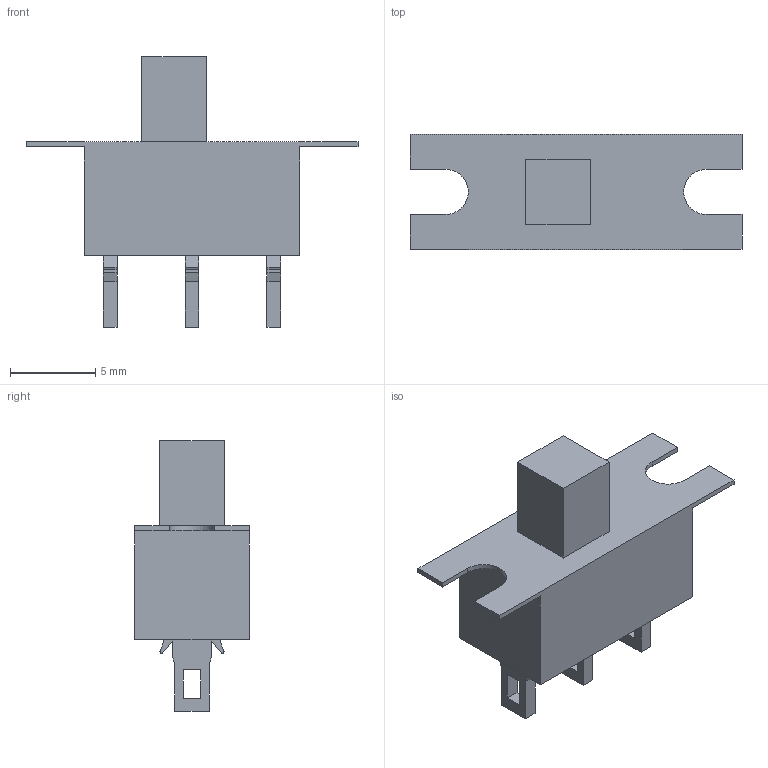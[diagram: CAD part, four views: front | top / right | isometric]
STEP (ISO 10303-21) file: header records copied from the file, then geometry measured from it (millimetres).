
FILE_DESCRIPTION(/* description */ (''),/* implementation_level */ '2;1');
FILE_NAME(/* name */ 'SPDT_Switch_piano.stp',/* time_stamp */ '2024-01-30T22:57:15+01:00',/* author */ ('MenMe'),/* organization */ (''),/* preprocessor_version */ 'ST-DEVELOPER v20',/* originating_system */ 'Autodesk Inventor 2024',/* authorisation */ '');
FILE_SCHEMA (('AUTOMOTIVE_DESIGN { 1 0 10303 214 3 1 1 }'));
Length unit declared in the file: millimetre
Products named in the file (1): switch
Bounding box: 19.5 x 6.75 x 15.9 mm (x, y, z)
Volume: 671.5 mm3; surface area: 658 mm2
Topology: 1 solids, 1 shells, 82 faces, 226 edges, 150 vertices
Faces by surface type: plane 74, cylinder 8
Entity records: 2736 total; most frequent: CARTESIAN_POINT 459, ORIENTED_EDGE 452, DIRECTION 410, EDGE_CURVE 226, LINE 208, VECTOR 208, VERTEX_POINT 150, AXIS2_PLACEMENT_3D 101
